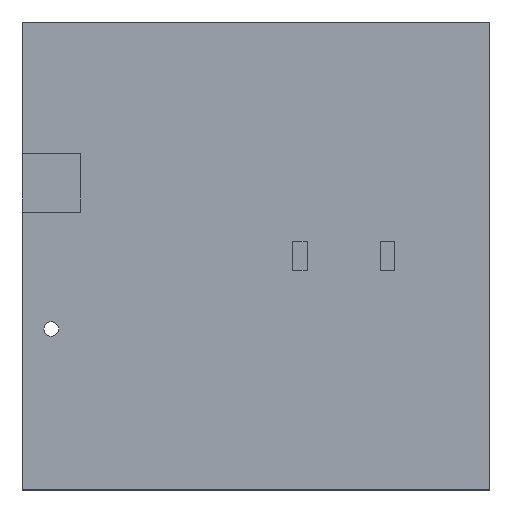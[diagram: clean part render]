
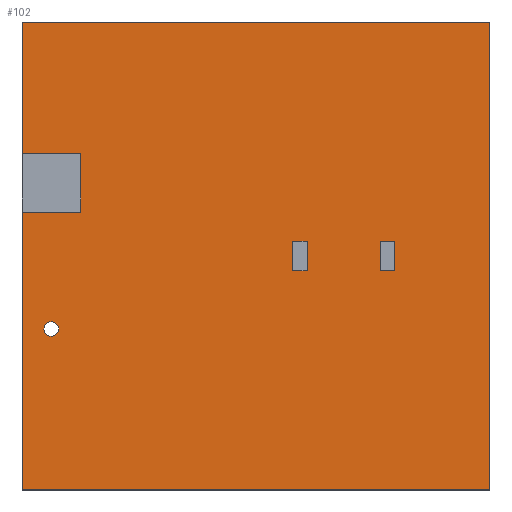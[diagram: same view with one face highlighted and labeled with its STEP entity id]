
A CAD part, top view. The second image highlights one B-rep face of the part: STEP entity #102.
In plain terms, the highlighted planar face has unit normal (0, 0, 1).
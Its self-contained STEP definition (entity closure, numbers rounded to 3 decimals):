
#102=ADVANCED_FACE('',(#327,#329,#331,#333),#335,.T.);
#327=FACE_BOUND('',#328,.T.);
#328=EDGE_LOOP('',(#498,#499,#500,#501,#502,#503,#504,#505));
#329=FACE_BOUND('',#330,.T.);
#330=EDGE_LOOP('',(#506,#507,#508,#509));
#331=FACE_BOUND('',#332,.T.);
#332=EDGE_LOOP('',(#510,#511,#512,#513));
#333=FACE_BOUND('',#334,.T.);
#334=EDGE_LOOP('',(#514));
#335=PLANE('',#336);
#336=AXIS2_PLACEMENT_3D('',#337,#338,#339);
#337=CARTESIAN_POINT('',(0.,0.,3.));
#338=DIRECTION('',(0.,0.,1.));
#339=DIRECTION('',(-1.,0.,0.));
#498=ORIENTED_EDGE('',*,*,#606,.F.);
#499=ORIENTED_EDGE('',*,*,#607,.F.);
#500=ORIENTED_EDGE('',*,*,#608,.T.);
#501=ORIENTED_EDGE('',*,*,#609,.T.);
#502=ORIENTED_EDGE('',*,*,#610,.T.);
#503=ORIENTED_EDGE('',*,*,#611,.T.);
#504=ORIENTED_EDGE('',*,*,#612,.T.);
#505=ORIENTED_EDGE('',*,*,#613,.F.);
#506=ORIENTED_EDGE('',*,*,#586,.F.);
#507=ORIENTED_EDGE('',*,*,#614,.F.);
#508=ORIENTED_EDGE('',*,*,#591,.F.);
#509=ORIENTED_EDGE('',*,*,#615,.F.);
#510=ORIENTED_EDGE('',*,*,#596,.F.);
#511=ORIENTED_EDGE('',*,*,#616,.F.);
#512=ORIENTED_EDGE('',*,*,#601,.F.);
#513=ORIENTED_EDGE('',*,*,#617,.F.);
#514=ORIENTED_EDGE('',*,*,#618,.T.);
#586=EDGE_CURVE('',#642,#643,#644,.T.);
#591=EDGE_CURVE('',#652,#653,#654,.T.);
#596=EDGE_CURVE('',#662,#663,#664,.T.);
#601=EDGE_CURVE('',#672,#673,#674,.T.);
#606=EDGE_CURVE('',#682,#683,#684,.T.);
#607=EDGE_CURVE('',#685,#682,#686,.T.);
#608=EDGE_CURVE('',#685,#687,#688,.T.);
#609=EDGE_CURVE('',#687,#689,#690,.T.);
#610=EDGE_CURVE('',#689,#691,#692,.T.);
#611=EDGE_CURVE('',#691,#693,#694,.T.);
#612=EDGE_CURVE('',#693,#695,#696,.T.);
#613=EDGE_CURVE('',#683,#695,#697,.T.);
#614=EDGE_CURVE('',#653,#642,#698,.T.);
#615=EDGE_CURVE('',#643,#652,#699,.T.);
#616=EDGE_CURVE('',#673,#662,#700,.T.);
#617=EDGE_CURVE('',#663,#672,#701,.T.);
#618=EDGE_CURVE('',#702,#702,#703,.F.);
#642=VERTEX_POINT('',#738);
#643=VERTEX_POINT('',#739);
#644=LINE('',#740,#741);
#652=VERTEX_POINT('',#759);
#653=VERTEX_POINT('',#760);
#654=LINE('',#761,#762);
#662=VERTEX_POINT('',#780);
#663=VERTEX_POINT('',#781);
#664=LINE('',#782,#783);
#672=VERTEX_POINT('',#801);
#673=VERTEX_POINT('',#802);
#674=LINE('',#803,#804);
#682=VERTEX_POINT('',#822);
#683=VERTEX_POINT('',#823);
#684=LINE('',#824,#825);
#685=VERTEX_POINT('',#827);
#686=LINE('',#828,#829);
#687=VERTEX_POINT('',#831);
#688=LINE('',#832,#833);
#689=VERTEX_POINT('',#835);
#690=LINE('',#836,#837);
#691=VERTEX_POINT('',#839);
#692=LINE('',#840,#841);
#693=VERTEX_POINT('',#843);
#694=LINE('',#844,#845);
#695=VERTEX_POINT('',#847);
#696=LINE('',#848,#849);
#697=LINE('',#851,#852);
#698=LINE('',#854,#855);
#699=LINE('',#857,#858);
#700=LINE('',#860,#861);
#701=LINE('',#863,#864);
#702=VERTEX_POINT('',#866);
#703=CIRCLE('',#867,2.5);
#738=CARTESIAN_POINT('',(12.5,5.,3.));
#739=CARTESIAN_POINT('',(12.5,-5.,3.));
#740=CARTESIAN_POINT('',(12.5,5.,3.));
#741=VECTOR('',#742,1.);
#742=DIRECTION('',(0.,-1.,0.));
#759=CARTESIAN_POINT('',(17.5,-5.,3.));
#760=CARTESIAN_POINT('',(17.5,5.,3.));
#761=CARTESIAN_POINT('',(17.5,-5.,3.));
#762=VECTOR('',#763,1.);
#763=DIRECTION('',(0.,1.,0.));
#780=CARTESIAN_POINT('',(42.5,5.,3.));
#781=CARTESIAN_POINT('',(42.5,-5.,3.));
#782=CARTESIAN_POINT('',(42.5,5.,3.));
#783=VECTOR('',#784,1.);
#784=DIRECTION('',(0.,-1.,0.));
#801=CARTESIAN_POINT('',(47.5,-5.,3.));
#802=CARTESIAN_POINT('',(47.5,5.,3.));
#803=CARTESIAN_POINT('',(47.5,-5.,3.));
#804=VECTOR('',#805,1.);
#805=DIRECTION('',(0.,1.,0.));
#822=CARTESIAN_POINT('',(-60.,15.,3.));
#823=CARTESIAN_POINT('',(-60.,35.,3.));
#824=CARTESIAN_POINT('',(-60.,15.,3.));
#825=VECTOR('',#826,1.);
#826=DIRECTION('',(0.,1.,0.));
#827=CARTESIAN_POINT('',(-80.,15.,3.));
#828=CARTESIAN_POINT('',(-80.,15.,3.));
#829=VECTOR('',#830,1.);
#830=DIRECTION('',(1.,0.,0.));
#831=CARTESIAN_POINT('',(-80.,-80.,3.));
#832=CARTESIAN_POINT('',(-80.,15.,3.));
#833=VECTOR('',#834,1.);
#834=DIRECTION('',(0.,-1.,0.));
#835=CARTESIAN_POINT('',(80.,-80.,3.));
#836=CARTESIAN_POINT('',(-80.,-80.,3.));
#837=VECTOR('',#838,1.);
#838=DIRECTION('',(1.,0.,0.));
#839=CARTESIAN_POINT('',(80.,80.,3.));
#840=CARTESIAN_POINT('',(80.,-80.,3.));
#841=VECTOR('',#842,1.);
#842=DIRECTION('',(0.,1.,0.));
#843=CARTESIAN_POINT('',(-80.,80.,3.));
#844=CARTESIAN_POINT('',(80.,80.,3.));
#845=VECTOR('',#846,1.);
#846=DIRECTION('',(-1.,0.,0.));
#847=CARTESIAN_POINT('',(-80.,35.,3.));
#848=CARTESIAN_POINT('',(-80.,80.,3.));
#849=VECTOR('',#850,1.);
#850=DIRECTION('',(0.,-1.,0.));
#851=CARTESIAN_POINT('',(-60.,35.,3.));
#852=VECTOR('',#853,1.);
#853=DIRECTION('',(-1.,0.,0.));
#854=CARTESIAN_POINT('',(17.5,5.,3.));
#855=VECTOR('',#856,1.);
#856=DIRECTION('',(-1.,0.,0.));
#857=CARTESIAN_POINT('',(12.5,-5.,3.));
#858=VECTOR('',#859,1.);
#859=DIRECTION('',(1.,0.,0.));
#860=CARTESIAN_POINT('',(47.5,5.,3.));
#861=VECTOR('',#862,1.);
#862=DIRECTION('',(-1.,0.,0.));
#863=CARTESIAN_POINT('',(42.5,-5.,3.));
#864=VECTOR('',#865,1.);
#865=DIRECTION('',(1.,0.,0.));
#866=CARTESIAN_POINT('',(-72.5,-25.,3.));
#867=AXIS2_PLACEMENT_3D('',#868,#869,#870);
#868=CARTESIAN_POINT('',(-70.,-25.,3.));
#869=DIRECTION('',(0.,0.,1.));
#870=DIRECTION('',(-1.,0.,0.));
